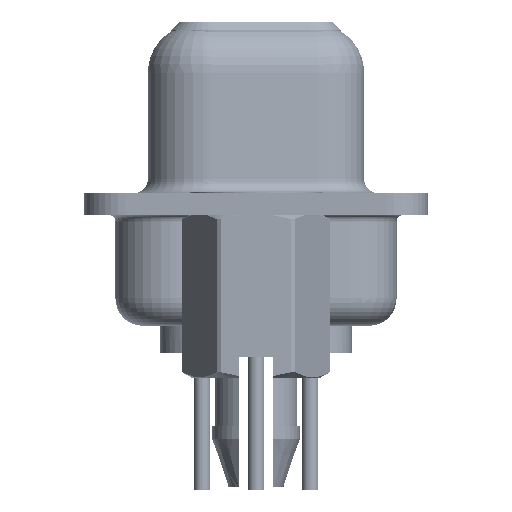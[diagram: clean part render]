
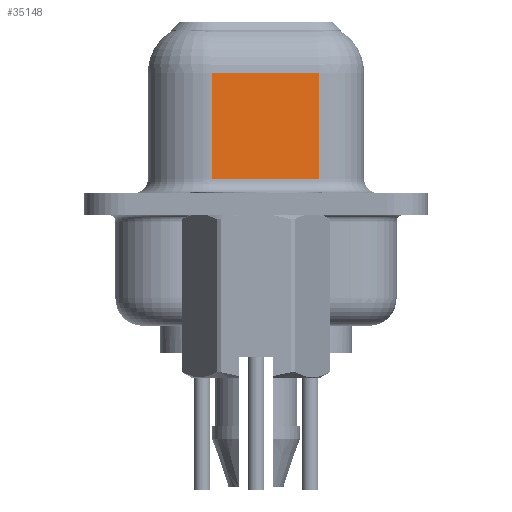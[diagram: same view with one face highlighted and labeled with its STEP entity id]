
A CAD part, left-side view. The second image highlights one B-rep face of the part: STEP entity #35148.
In plain terms, the highlighted planar face has unit normal (-0.985, -0.174, 0).
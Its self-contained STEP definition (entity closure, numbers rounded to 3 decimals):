
#247 = PLANE ( 'NONE',  #39956 ) ;
#507 = FACE_OUTER_BOUND ( 'NONE', #1297, .T. ) ;
#1297 = EDGE_LOOP ( 'NONE', ( #22123, #32918, #5027, #31396 ) ) ;
#2881 = CARTESIAN_POINT ( 'NONE',  ( 5.068, -2.297, 6.55 ) ) ;
#3590 = CARTESIAN_POINT ( 'NONE',  ( 5.068, -2.297, 4.8 ) ) ;
#3658 = CARTESIAN_POINT ( 'NONE',  ( 4.38, 1.603, 6.55 ) ) ;
#5027 = ORIENTED_EDGE ( 'NONE', *, *, #26450, .T. ) ;
#6099 = CARTESIAN_POINT ( 'NONE',  ( 5.068, -2.297, 4.8 ) ) ;
#6323 = DIRECTION ( 'NONE',  ( 0., 0., -1. ) ) ;
#7850 = DIRECTION ( 'NONE',  ( 0.985, 0.174, 0. ) ) ;
#14614 = LINE ( 'NONE', #2881, #40071 ) ;
#15172 = VERTEX_POINT ( 'NONE', #46541 ) ;
#17362 = DIRECTION ( 'NONE',  ( -0.174, 0.985, 0. ) ) ;
#18292 = VERTEX_POINT ( 'NONE', #3590 ) ;
#18707 = DIRECTION ( 'NONE',  ( 0.174, -0.985, 0. ) ) ;
#19809 = VECTOR ( 'NONE', #17362, 1000. ) ;
#22123 = ORIENTED_EDGE ( 'NONE', *, *, #36427, .F. ) ;
#22770 = DIRECTION ( 'NONE',  ( 0., 0., -1. ) ) ;
#25441 = LINE ( 'NONE', #6099, #19809 ) ;
#26450 = EDGE_CURVE ( 'NONE', #15172, #29113, #37245, .T. ) ;
#29113 = VERTEX_POINT ( 'NONE', #37650 ) ;
#29648 = DIRECTION ( 'NONE',  ( -0.174, 0.985, 0. ) ) ;
#31396 = ORIENTED_EDGE ( 'NONE', *, *, #48199, .T. ) ;
#32918 = ORIENTED_EDGE ( 'NONE', *, *, #37834, .T. ) ;
#33830 = CARTESIAN_POINT ( 'NONE',  ( 5.068, -2.297, 6.55 ) ) ;
#35148 = ADVANCED_FACE ( 'NONE', ( #507 ), #247, .F. ) ;
#36427 = EDGE_CURVE ( 'NONE', #18292, #36947, #14614, .T. ) ;
#36947 = VERTEX_POINT ( 'NONE', #43014 ) ;
#37011 = VECTOR ( 'NONE', #18707, 1000. ) ;
#37245 = LINE ( 'NONE', #3658, #47354 ) ;
#37650 = CARTESIAN_POINT ( 'NONE',  ( 4.38, 1.603, 0.9 ) ) ;
#37834 = EDGE_CURVE ( 'NONE', #18292, #15172, #25441, .T. ) ;
#39956 = AXIS2_PLACEMENT_3D ( 'NONE', #33830, #7850, #29648 ) ;
#40071 = VECTOR ( 'NONE', #6323, 1000. ) ;
#41806 = LINE ( 'NONE', #44475, #37011 ) ;
#43014 = CARTESIAN_POINT ( 'NONE',  ( 5.068, -2.297, 0.9 ) ) ;
#44475 = CARTESIAN_POINT ( 'NONE',  ( 5.068, -2.297, 0.9 ) ) ;
#46541 = CARTESIAN_POINT ( 'NONE',  ( 4.38, 1.603, 4.8 ) ) ;
#47354 = VECTOR ( 'NONE', #22770, 1000. ) ;
#48199 = EDGE_CURVE ( 'NONE', #29113, #36947, #41806, .T. ) ;
